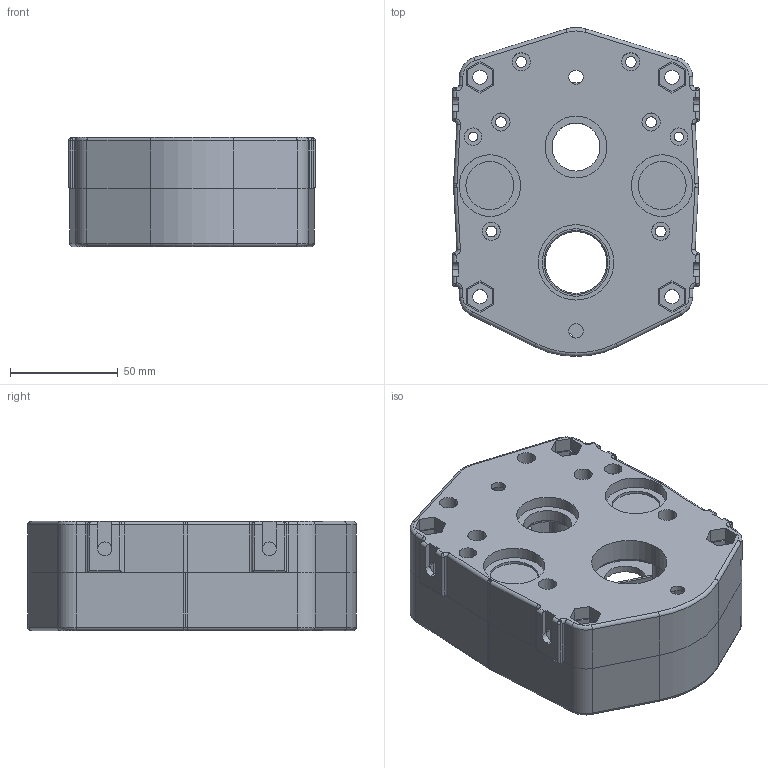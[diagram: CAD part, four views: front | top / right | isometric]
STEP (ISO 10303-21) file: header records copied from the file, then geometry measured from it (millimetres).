
FILE_DESCRIPTION (( 'STEP AP203' ), '1' );
FILE_NAME ('217-3250-Release.STEP', '2014-01-21T23:48:15', ( '' ), ( '' ), 'SwSTEP 2.0', 'SolidWorks 2013', '' );
FILE_SCHEMA (( 'CONFIG_CONTROL_DESIGN' ));
Length unit declared in the file: inch
Products named in the file (3): 217-3195-001 Rev1; 217-3195-002 rev1; 217-3250-Release
Assembly tree (2 placements, depth 2):
  217-3250-Release
    217-3195-001 Rev1
    217-3195-002 rev1
Bounding box: 114.3 x 152.23 x 50.55 mm (x, y, z)
Volume: 205069.1 mm3; surface area: 167659 mm2
Topology: 2 solids, 2 shells, 1271 faces, 3579 edges, 2332 vertices
Faces by surface type: plane 717, cylinder 454, torus 78, bspline 14, cone 8
Entity records: 42782 total; most frequent: CARTESIAN_POINT 8919, ORIENTED_EDGE 7142, DIRECTION 7091, EDGE_CURVE 3571, AXIS2_PLACEMENT_3D 2452, VERTEX_POINT 2332, VECTOR 2187, LINE 2187
